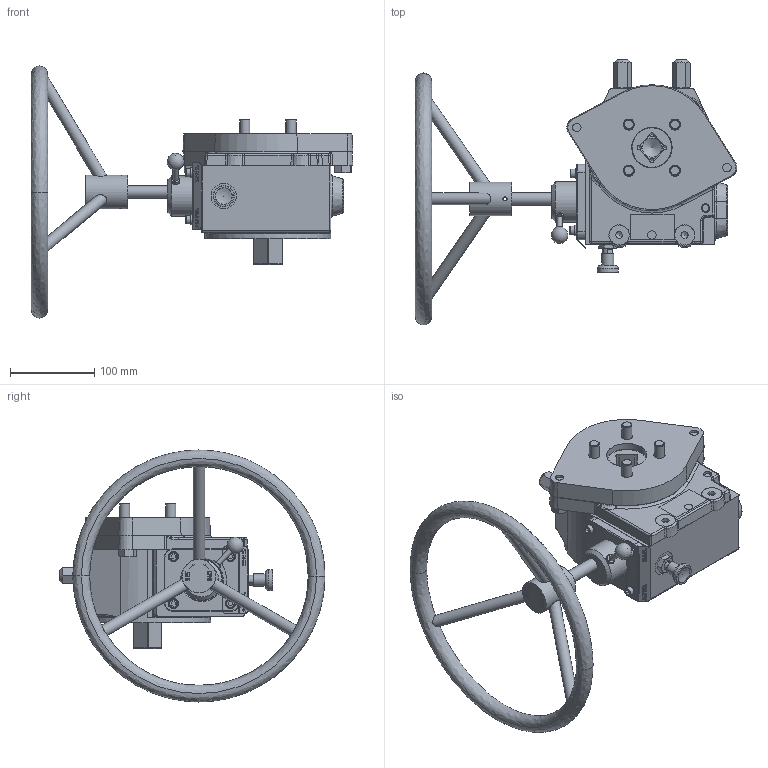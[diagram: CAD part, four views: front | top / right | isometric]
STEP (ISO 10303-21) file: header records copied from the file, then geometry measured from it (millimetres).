
FILE_DESCRIPTION( ( 'Unknown' ), '1' );
FILE_NAME( 'D000000246.stp', 'Unknown', ( 'Unknown' ), ( 'Unknown' ), 'PSStep 17.0.49', 'Unknown', ' ' );
FILE_SCHEMA( ( 'AUTOMOTIVE_DESIGN { 1 0 10303 214 1 1 1 1 }' ) );
Length unit declared in the file: millimetre
Products named in the file (41): DEV0432; DEV0435; LNM12x1.5SS; 62SZ100000010; D0093806040A4; D0043906000A4; D0031906000KU; D0760312000CU; 21S5Z10000000; D0799112035A4; 47S0125004700; ILGD600A17; 164S202700000; D0093312035A4; 7251500210300; D0012506000A4; D0091206020A4; D0000710020ST; 191S000000005; 700SIK0000100; 170S240000000; 11SZ120776C00; 22SX007760C00; B0193613025A4; 6.2799.600; A0158712000A4; 9530300-C
Bounding box: 383.09 x 316.47 x 300 mm (x, y, z)
Surface area: 348139.1 mm2 (no closed solid volume)
Topology: 0 solids, 487 shells, 487 faces, 2476 edges, 2367 vertices
Faces by surface type: plane 235, cylinder 124, cone 63, torus 23, bspline 21, sphere 11, extrusion 6, revolution 4
Full cylindrical faces by diameter (mm): 5 x2, 6 x1, 10 x5, 10.106 x2, 10.584 x4, 12 x9, 13.25 x4, 14 x3, 14.5 x1, 15 x1, 16 x2, 19 x4, 21 x1, 23.67 x2, 24.5 x1, 25 x1, 26 x2, 30 x1, 40 x1, 48 x2, 49 x1, 60 x2
Entity records: 33999 total; most frequent: CARTESIAN_POINT 11932, DIRECTION 3707, VERTEX_POINT 2316, ORIENTED_EDGE 2302, EDGE_CURVE 2302, AXIS2_PLACEMENT_3D 1282, VECTOR 1139, LINE 1133
